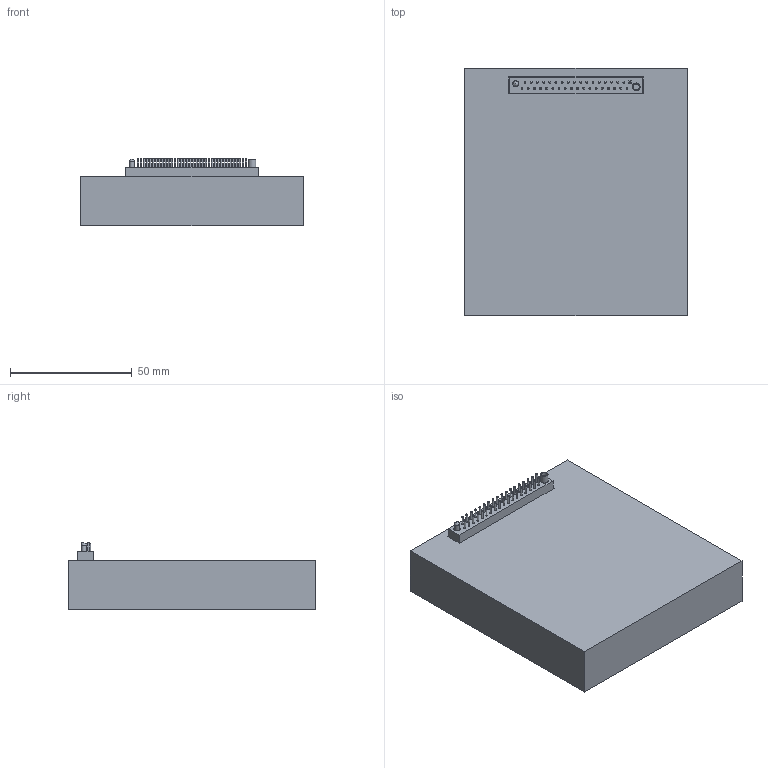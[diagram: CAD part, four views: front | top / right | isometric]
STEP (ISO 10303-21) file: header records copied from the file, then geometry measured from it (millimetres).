
FILE_DESCRIPTION(/* description */ ('Unknown'),/* implementation_level */ '2;1');
FILE_NAME(/* name */ 'M7225001',/* time_stamp */ '2020-04-09T19:48:17-04:00',/* author */ ('Unknown'),/* organization */ ('Unknown'),/* preprocessor_version */ 'ST-DEVELOPER v16.7',/* originating_system */ 'DEX',/* authorisation */ $);
FILE_SCHEMA (('CONFIG_CONTROL_DESIGN'));
Length unit declared in the file: millimetre
Products named in the file (3): M7225001; MAIN BODY; WTAV-36B
Assembly tree (2 placements, depth 2):
  M7225001
    MAIN BODY
    WTAV-36B
Bounding box: 91.45 x 101.6 x 27.94 mm (x, y, z)
Volume: 189980.9 mm3; surface area: 29746.7 mm2
Topology: 2 solids, 2 shells, 278 faces, 570 edges, 380 vertices
Faces by surface type: plane 114, cylinder 85, torus 72, cone 4, bspline 2, sphere 1
Full cylindrical faces by diameter (mm): 0.711 x36, 0.762 x36, 2 x3, 2.156 x4, 2.43 x1, 2.6 x3, 3.03 x1, 3.23 x1
Entity records: 7889 total; most frequent: DIRECTION 1122, CARTESIAN_POINT 935, ORIENTED_EDGE 652, FACE_BOUND 528, EDGE_LOOP 524, AXIS2_PLACEMENT_3D 521, EDGE_CURVE 326, VERTEX_POINT 302
